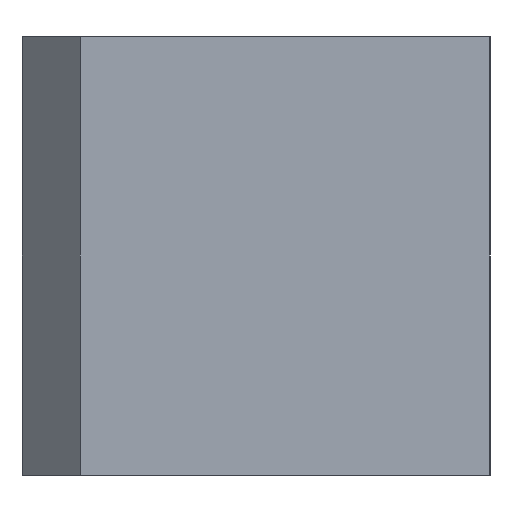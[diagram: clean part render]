
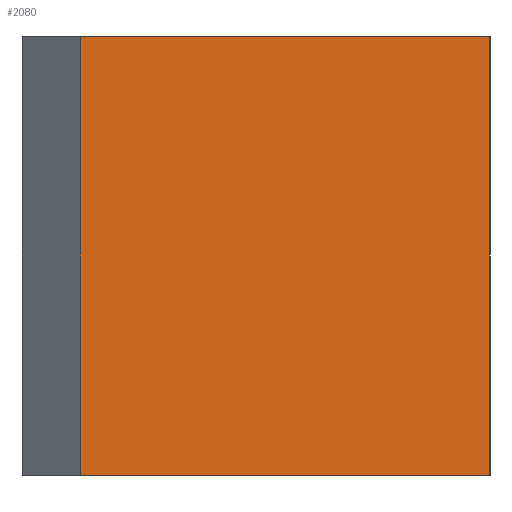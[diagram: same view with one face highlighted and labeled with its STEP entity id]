
A CAD part, left-side view. The second image highlights one B-rep face of the part: STEP entity #2080.
In plain terms, the highlighted planar face has unit normal (-1, 0, 0).
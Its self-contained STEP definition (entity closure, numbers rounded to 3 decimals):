
#66 = VERTEX_POINT ( 'NONE', #2566 ) ;
#67 = EDGE_CURVE ( 'NONE', #66, #1532, #2565, .T. ) ;
#1532 = VERTEX_POINT ( 'NONE', #5283 ) ;
#2075 = EDGE_CURVE ( 'NONE', #2076, #2159, #6249, .T. ) ;
#2076 = VERTEX_POINT ( 'NONE', #6309 ) ;
#2080 = ADVANCED_FACE ( 'NONE', ( #6304 ), #6303, .F. ) ;
#2081 = EDGE_LOOP ( 'NONE', ( #2143, #2145, #2146, #2148 ) ) ;
#2143 = ORIENTED_EDGE ( 'NONE', *, *, #2144, .T. ) ;
#2144 = EDGE_CURVE ( 'NONE', #2159, #1532, #6362, .T. ) ;
#2145 = ORIENTED_EDGE ( 'NONE', *, *, #67, .F. ) ;
#2146 = ORIENTED_EDGE ( 'NONE', *, *, #2147, .F. ) ;
#2147 = EDGE_CURVE ( 'NONE', #2076, #66, #6358, .T. ) ;
#2148 = ORIENTED_EDGE ( 'NONE', *, *, #2075, .T. ) ;
#2159 = VERTEX_POINT ( 'NONE', #6399 ) ;
#2562 = DIRECTION ( 'NONE',  ( 0., 0., -1. ) ) ;
#2563 = VECTOR ( 'NONE', #2562, 1000. ) ;
#2564 = CARTESIAN_POINT ( 'NONE',  ( 0., 0., 7.5 ) ) ;
#2565 = LINE ( 'NONE', #2564, #2563 ) ;
#2566 = CARTESIAN_POINT ( 'NONE',  ( 0., 0., 7.5 ) ) ;
#5283 = CARTESIAN_POINT ( 'NONE',  ( 0., 0., -7.5 ) ) ;
#6248 = CARTESIAN_POINT ( 'NONE',  ( 0., 14., 7.5 ) ) ;
#6249 = LINE ( 'NONE', #6248, #6311 ) ;
#6298 = DIRECTION ( 'NONE',  ( 0., 1., 0. ) ) ;
#6299 = DIRECTION ( 'NONE',  ( 1., 0., 0. ) ) ;
#6300 = AXIS2_PLACEMENT_3D ( 'NONE', #6302, #6299, #6298 ) ;
#6302 = CARTESIAN_POINT ( 'NONE',  ( 0., 0., 7.5 ) ) ;
#6303 = PLANE ( 'NONE',  #6300 ) ;
#6304 = FACE_OUTER_BOUND ( 'NONE', #2081, .T. ) ;
#6309 = CARTESIAN_POINT ( 'NONE',  ( 0., 14., 7.5 ) ) ;
#6310 = DIRECTION ( 'NONE',  ( 0., 0., -1. ) ) ;
#6311 = VECTOR ( 'NONE', #6310, 1000. ) ;
#6355 = DIRECTION ( 'NONE',  ( 0., -1., 0. ) ) ;
#6356 = VECTOR ( 'NONE', #6355, 1000. ) ;
#6357 = CARTESIAN_POINT ( 'NONE',  ( 0., 0., 7.5 ) ) ;
#6358 = LINE ( 'NONE', #6357, #6356 ) ;
#6359 = DIRECTION ( 'NONE',  ( 0., -1., 0. ) ) ;
#6360 = VECTOR ( 'NONE', #6359, 1000. ) ;
#6361 = CARTESIAN_POINT ( 'NONE',  ( 0., 0., -7.5 ) ) ;
#6362 = LINE ( 'NONE', #6361, #6360 ) ;
#6399 = CARTESIAN_POINT ( 'NONE',  ( 0., 14., -7.5 ) ) ;
